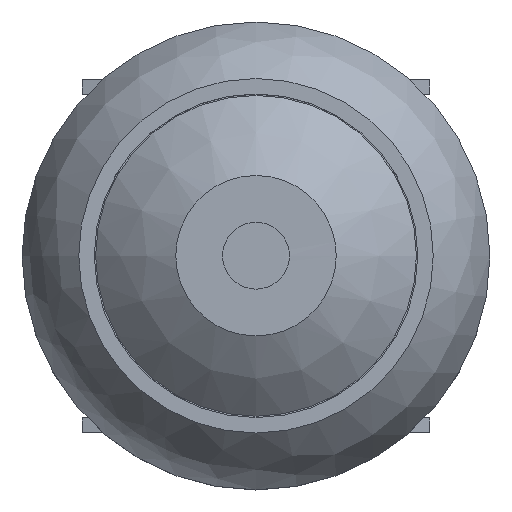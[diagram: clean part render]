
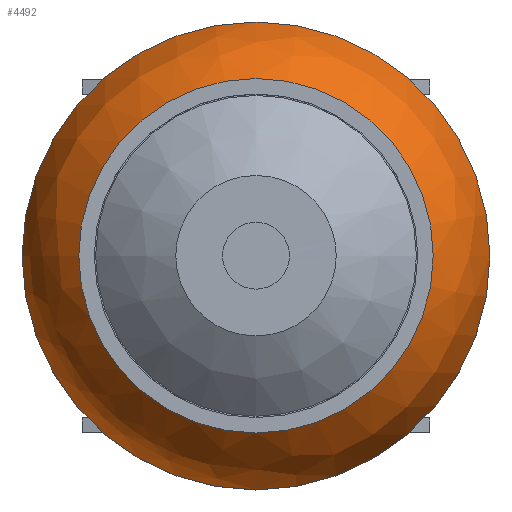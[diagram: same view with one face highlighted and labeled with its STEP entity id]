
A CAD part, top view. The second image highlights one B-rep face of the part: STEP entity #4492.
In plain terms, the highlighted free-form (B-spline) face has degree [2, 2] with [3, 9] control points.
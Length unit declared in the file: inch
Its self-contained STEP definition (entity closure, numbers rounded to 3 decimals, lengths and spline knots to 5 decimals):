
#71=(
BOUNDED_SURFACE()
B_SPLINE_SURFACE(2,2,((#7721,#7722,#7723,#7724,#7725,#7726,#7727,#7728,
#7729),(#7730,#7731,#7732,#7733,#7734,#7735,#7736,#7737,#7738),(#7739,#7740,
#7741,#7742,#7743,#7744,#7745,#7746,#7747)),.UNSPECIFIED.,.F.,.T.,.F.)
B_SPLINE_SURFACE_WITH_KNOTS((3,3),(3,2,2,2,3),(0.20111,0.88812),
(-3.14159,-1.5708,0.,1.5708,3.14159),
 .UNSPECIFIED.)
GEOMETRIC_REPRESENTATION_ITEM()
RATIONAL_B_SPLINE_SURFACE(((1.,0.707,1.,0.707,1.,
0.707,1.,0.707,1.),(0.942,0.666,
0.942,0.666,0.942,0.666,
0.942,0.666,0.942),(1.,0.707,
1.,0.707,1.,0.707,1.,0.707,1.)))
REPRESENTATION_ITEM('')
SURFACE()
);
#520=FACE_OUTER_BOUND('',#787,.T.);
#787=EDGE_LOOP('',(#4197,#4198,#4199,#4200,#4201));
#998=CIRCLE('',#4958,0.26102);
#999=CIRCLE('',#4959,0.23917);
#1000=CIRCLE('',#4960,0.34449);
#1001=CIRCLE('',#4961,0.34449);
#2257=VERTEX_POINT('',#7719);
#2258=VERTEX_POINT('',#7748);
#2259=VERTEX_POINT('',#7750);
#2904=EDGE_CURVE('',#2257,#2257,#998,.T.);
#2905=EDGE_CURVE('',#2257,#2258,#999,.T.);
#2906=EDGE_CURVE('',#2259,#2258,#1000,.T.);
#2907=EDGE_CURVE('',#2258,#2259,#1001,.T.);
#4197=ORIENTED_EDGE('',*,*,#2904,.T.);
#4198=ORIENTED_EDGE('',*,*,#2905,.T.);
#4199=ORIENTED_EDGE('',*,*,#2906,.F.);
#4200=ORIENTED_EDGE('',*,*,#2907,.F.);
#4201=ORIENTED_EDGE('',*,*,#2905,.F.);
#4492=ADVANCED_FACE('',(#520),#71,.F.);
#4958=AXIS2_PLACEMENT_3D('',#7720,#6285,#6286);
#4959=AXIS2_PLACEMENT_3D('',#7749,#6287,#6288);
#4960=AXIS2_PLACEMENT_3D('',#7751,#6289,#6290);
#4961=AXIS2_PLACEMENT_3D('',#7752,#6291,#6292);
#6285=DIRECTION('center_axis',(0.,0.,-1.));
#6286=DIRECTION('ref_axis',(-1.,0.,0.));
#6287=DIRECTION('center_axis',(0.,-1.,0.));
#6288=DIRECTION('ref_axis',(-1.,0.,0.));
#6289=DIRECTION('center_axis',(0.,0.,-1.));
#6290=DIRECTION('ref_axis',(-1.,0.,0.));
#6291=DIRECTION('center_axis',(0.,0.,-1.));
#6292=DIRECTION('ref_axis',(-1.,0.,0.));
#7719=CARTESIAN_POINT('',(-0.26102,0.,0.19685));
#7720=CARTESIAN_POINT('Origin',(0.,0.,0.19685));
#7721=CARTESIAN_POINT('Ctrl Pts',(-0.34449,0.,
0.05906));
#7722=CARTESIAN_POINT('Ctrl Pts',(-0.34449,-0.34449,
0.05906));
#7723=CARTESIAN_POINT('Ctrl Pts',(0.,-0.34449,
0.05906));
#7724=CARTESIAN_POINT('Ctrl Pts',(0.34449,-0.34449,0.05906));
#7725=CARTESIAN_POINT('Ctrl Pts',(0.34449,0.,
0.05906));
#7726=CARTESIAN_POINT('Ctrl Pts',(0.34449,0.34449,0.05906));
#7727=CARTESIAN_POINT('Ctrl Pts',(0.,0.34449,
0.05906));
#7728=CARTESIAN_POINT('Ctrl Pts',(-0.34449,0.34449,
0.05906));
#7729=CARTESIAN_POINT('Ctrl Pts',(-0.34449,0.,
0.05906));
#7730=CARTESIAN_POINT('Ctrl Pts',(-0.3274,0.,
0.14288));
#7731=CARTESIAN_POINT('Ctrl Pts',(-0.3274,-0.3274,
0.14288));
#7732=CARTESIAN_POINT('Ctrl Pts',(0.,-0.3274,
0.14288));
#7733=CARTESIAN_POINT('Ctrl Pts',(0.3274,-0.3274,0.14288));
#7734=CARTESIAN_POINT('Ctrl Pts',(0.3274,0.,
0.14288));
#7735=CARTESIAN_POINT('Ctrl Pts',(0.3274,0.3274,0.14288));
#7736=CARTESIAN_POINT('Ctrl Pts',(0.,0.3274,
0.14288));
#7737=CARTESIAN_POINT('Ctrl Pts',(-0.3274,0.3274,
0.14288));
#7738=CARTESIAN_POINT('Ctrl Pts',(-0.3274,0.,
0.14288));
#7739=CARTESIAN_POINT('Ctrl Pts',(-0.26102,0.,
0.19685));
#7740=CARTESIAN_POINT('Ctrl Pts',(-0.26102,-0.26102,
0.19685));
#7741=CARTESIAN_POINT('Ctrl Pts',(0.,-0.26102,
0.19685));
#7742=CARTESIAN_POINT('Ctrl Pts',(0.26102,-0.26102,
0.19685));
#7743=CARTESIAN_POINT('Ctrl Pts',(0.26102,0.,
0.19685));
#7744=CARTESIAN_POINT('Ctrl Pts',(0.26102,0.26102,0.19685));
#7745=CARTESIAN_POINT('Ctrl Pts',(0.,0.26102,
0.19685));
#7746=CARTESIAN_POINT('Ctrl Pts',(-0.26102,0.26102,
0.19685));
#7747=CARTESIAN_POINT('Ctrl Pts',(-0.26102,0.,
0.19685));
#7748=CARTESIAN_POINT('',(-0.34449,0.,0.05906));
#7749=CARTESIAN_POINT('Origin',(-0.11014,0.,
0.01128));
#7750=CARTESIAN_POINT('',(0.34449,0.,0.05906));
#7751=CARTESIAN_POINT('Origin',(0.,0.,0.05906));
#7752=CARTESIAN_POINT('Origin',(0.,0.,0.05906));
